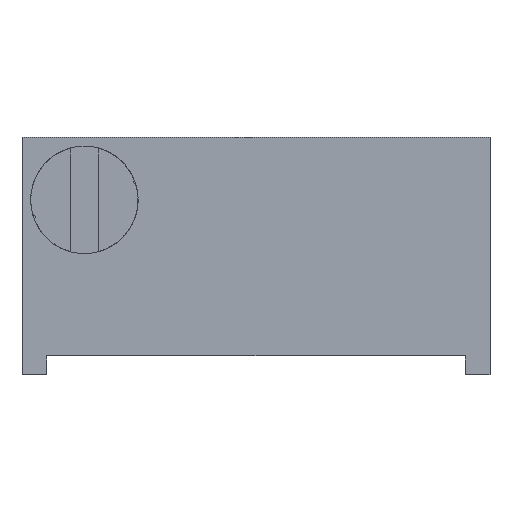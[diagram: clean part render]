
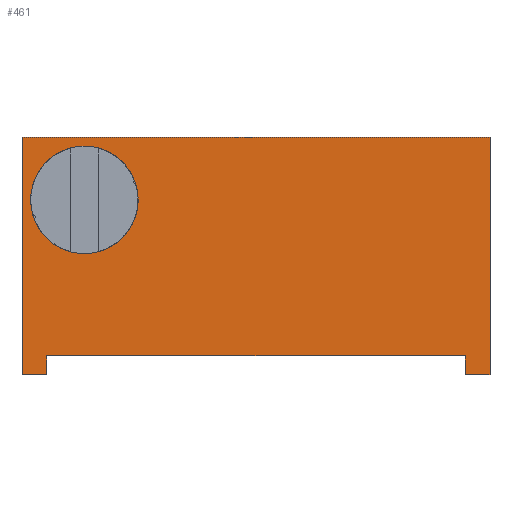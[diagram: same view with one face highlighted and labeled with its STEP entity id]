
A CAD part, left-side view. The second image highlights one B-rep face of the part: STEP entity #461.
In plain terms, the highlighted planar face has unit normal (-1, 0, 0).
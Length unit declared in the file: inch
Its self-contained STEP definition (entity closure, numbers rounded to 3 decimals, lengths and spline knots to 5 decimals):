
#11=FACE_BOUND('',#534,.T.);
#27=PLANE('',#1316);
#461=ADVANCED_FACE('',(#497,#11),#27,.T.);
#497=FACE_OUTER_BOUND('',#533,.T.);
#533=EDGE_LOOP('',(#633,#634,#635,#636,#637,#638,#639,#640));
#534=EDGE_LOOP('',(#641,#642));
#633=ORIENTED_EDGE('',*,*,#813,.T.);
#634=ORIENTED_EDGE('',*,*,#820,.T.);
#635=ORIENTED_EDGE('',*,*,#819,.T.);
#636=ORIENTED_EDGE('',*,*,#818,.T.);
#637=ORIENTED_EDGE('',*,*,#817,.T.);
#638=ORIENTED_EDGE('',*,*,#816,.T.);
#639=ORIENTED_EDGE('',*,*,#815,.T.);
#640=ORIENTED_EDGE('',*,*,#814,.T.);
#641=ORIENTED_EDGE('',*,*,#822,.T.);
#642=ORIENTED_EDGE('',*,*,#821,.T.);
#813=EDGE_CURVE('',#1173,#1174,#961,.T.);
#814=EDGE_CURVE('',#1175,#1173,#962,.T.);
#815=EDGE_CURVE('',#1176,#1175,#963,.T.);
#816=EDGE_CURVE('',#1177,#1176,#964,.T.);
#817=EDGE_CURVE('',#1178,#1177,#965,.T.);
#818=EDGE_CURVE('',#1179,#1178,#966,.T.);
#819=EDGE_CURVE('',#1180,#1179,#967,.T.);
#820=EDGE_CURVE('',#1174,#1180,#968,.T.);
#821=EDGE_CURVE('',#1181,#1182,#1085,.T.);
#822=EDGE_CURVE('',#1182,#1181,#1086,.T.);
#961=B_SPLINE_CURVE_WITH_KNOTS('',1,(#1853,#1854),.UNSPECIFIED.,.F.,.F.,
(2,2),(0.,0.19),.UNSPECIFIED.);
#962=B_SPLINE_CURVE_WITH_KNOTS('',1,(#1855,#1856),.UNSPECIFIED.,.F.,.F.,
(2,2),(-0.01997,0.),.UNSPECIFIED.);
#963=B_SPLINE_CURVE_WITH_KNOTS('',1,(#1857,#1858),.UNSPECIFIED.,.F.,.F.,
(2,2),(0.,0.015),.UNSPECIFIED.);
#964=B_SPLINE_CURVE_WITH_KNOTS('',1,(#1859,#1860),.UNSPECIFIED.,.F.,.F.,
(2,2),(0.,0.33505),.UNSPECIFIED.);
#965=B_SPLINE_CURVE_WITH_KNOTS('',1,(#1861,#1862),.UNSPECIFIED.,.F.,.F.,
(2,2),(-0.015,0.),.UNSPECIFIED.);
#966=B_SPLINE_CURVE_WITH_KNOTS('',1,(#1863,#1864),.UNSPECIFIED.,.F.,.F.,
(2,2),(-0.01997,0.),.UNSPECIFIED.);
#967=B_SPLINE_CURVE_WITH_KNOTS('',1,(#1865,#1866),.UNSPECIFIED.,.F.,.F.,
(2,2),(-0.19,0.),.UNSPECIFIED.);
#968=B_SPLINE_CURVE_WITH_KNOTS('',1,(#1867,#1868),.UNSPECIFIED.,.F.,.F.,
(2,2),(-0.375,0.),.UNSPECIFIED.);
#1085=(
BOUNDED_CURVE()
B_SPLINE_CURVE(2,(#1869,#1870,#1871,#1872,#1873),.UNSPECIFIED.,.F.,.F.)
B_SPLINE_CURVE_WITH_KNOTS((3,2,3),(-0.13509,-0.06754,
0.),.UNSPECIFIED.)
CURVE()
GEOMETRIC_REPRESENTATION_ITEM()
RATIONAL_B_SPLINE_CURVE((1.,0.707,1.,0.707,1.))
REPRESENTATION_ITEM('')
);
#1086=(
BOUNDED_CURVE()
B_SPLINE_CURVE(2,(#1874,#1875,#1876,#1877,#1878),.UNSPECIFIED.,.F.,.F.)
B_SPLINE_CURVE_WITH_KNOTS((3,2,3),(-0.13509,-0.06754,
0.),.UNSPECIFIED.)
CURVE()
GEOMETRIC_REPRESENTATION_ITEM()
RATIONAL_B_SPLINE_CURVE((1.,0.707,1.,0.707,1.))
REPRESENTATION_ITEM('')
);
#1173=VERTEX_POINT('',#1843);
#1174=VERTEX_POINT('',#1844);
#1175=VERTEX_POINT('',#1845);
#1176=VERTEX_POINT('',#1846);
#1177=VERTEX_POINT('',#1847);
#1178=VERTEX_POINT('',#1848);
#1179=VERTEX_POINT('',#1849);
#1180=VERTEX_POINT('',#1850);
#1181=VERTEX_POINT('',#1851);
#1182=VERTEX_POINT('',#1852);
#1316=AXIS2_PLACEMENT_3D('',#1842,#1347,$);
#1347=DIRECTION('',(-1.,0.,0.));
#1842=CARTESIAN_POINT('',(0.,0.63786,-0.63436));
#1843=CARTESIAN_POINT('',(0.,-0.375,-0.015));
#1844=CARTESIAN_POINT('',(0.,-0.375,0.175));
#1845=CARTESIAN_POINT('',(0.,-0.35503,-0.015));
#1846=CARTESIAN_POINT('',(0.,-0.35503,0.));
#1847=CARTESIAN_POINT('',(0.,-0.01997,0.));
#1848=CARTESIAN_POINT('',(0.,-0.01997,-0.015));
#1849=CARTESIAN_POINT('',(0.,0.,-0.015));
#1850=CARTESIAN_POINT('',(0.,0.,0.175));
#1851=CARTESIAN_POINT('',(0.,-0.05,0.168));
#1852=CARTESIAN_POINT('',(0.,-0.05,0.082));
#1853=CARTESIAN_POINT('',(0.,-0.375,-0.015));
#1854=CARTESIAN_POINT('',(0.,-0.375,0.175));
#1855=CARTESIAN_POINT('',(0.,-0.35503,-0.015));
#1856=CARTESIAN_POINT('',(0.,-0.375,-0.015));
#1857=CARTESIAN_POINT('',(0.,-0.35503,0.));
#1858=CARTESIAN_POINT('',(0.,-0.35503,-0.015));
#1859=CARTESIAN_POINT('',(0.,-0.01997,0.));
#1860=CARTESIAN_POINT('',(0.,-0.35503,0.));
#1861=CARTESIAN_POINT('',(0.,-0.01997,-0.015));
#1862=CARTESIAN_POINT('',(0.,-0.01997,0.));
#1863=CARTESIAN_POINT('',(0.,0.,-0.015));
#1864=CARTESIAN_POINT('',(0.,-0.01997,-0.015));
#1865=CARTESIAN_POINT('',(0.,0.,0.175));
#1866=CARTESIAN_POINT('',(0.,0.,-0.015));
#1867=CARTESIAN_POINT('',(0.,-0.375,0.175));
#1868=CARTESIAN_POINT('',(0.,0.,0.175));
#1869=CARTESIAN_POINT('',(0.,-0.05,0.168));
#1870=CARTESIAN_POINT('',(0.,-0.093,0.168));
#1871=CARTESIAN_POINT('',(0.,-0.093,0.125));
#1872=CARTESIAN_POINT('',(0.,-0.093,0.082));
#1873=CARTESIAN_POINT('',(0.,-0.05,0.082));
#1874=CARTESIAN_POINT('',(0.,-0.05,0.082));
#1875=CARTESIAN_POINT('',(0.,-0.007,0.082));
#1876=CARTESIAN_POINT('',(0.,-0.007,0.125));
#1877=CARTESIAN_POINT('',(0.,-0.007,0.168));
#1878=CARTESIAN_POINT('',(0.,-0.05,0.168));
